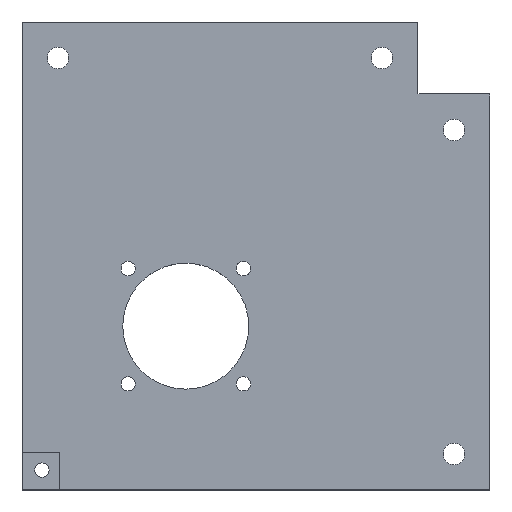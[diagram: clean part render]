
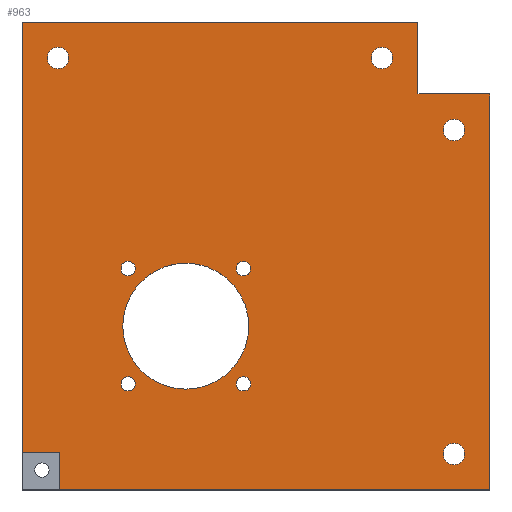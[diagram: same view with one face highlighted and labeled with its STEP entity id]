
A CAD part, top view. The second image highlights one B-rep face of the part: STEP entity #963.
In plain terms, the highlighted planar face has unit normal (0, 0, 1).
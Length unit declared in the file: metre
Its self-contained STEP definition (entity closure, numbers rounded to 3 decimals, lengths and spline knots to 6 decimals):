
#31=CIRCLE('',#1035,0.003);
#32=CIRCLE('',#1037,0.003);
#33=CIRCLE('',#1039,0.003);
#34=CIRCLE('',#1042,0.003);
#35=CIRCLE('',#1044,0.002);
#36=CIRCLE('',#1045,0.002);
#37=CIRCLE('',#1046,0.0175);
#38=CIRCLE('',#1047,0.002);
#39=CIRCLE('',#1048,0.002);
#200=ORIENTED_EDGE('',*,*,#394,.F.);
#201=ORIENTED_EDGE('',*,*,#395,.F.);
#202=ORIENTED_EDGE('',*,*,#396,.F.);
#203=ORIENTED_EDGE('',*,*,#397,.F.);
#204=ORIENTED_EDGE('',*,*,#398,.F.);
#205=ORIENTED_EDGE('',*,*,#399,.F.);
#206=ORIENTED_EDGE('',*,*,#379,.T.);
#207=ORIENTED_EDGE('',*,*,#384,.F.);
#208=ORIENTED_EDGE('',*,*,#386,.F.);
#209=ORIENTED_EDGE('',*,*,#388,.F.);
#210=ORIENTED_EDGE('',*,*,#392,.F.);
#211=ORIENTED_EDGE('',*,*,#376,.F.);
#212=ORIENTED_EDGE('',*,*,#400,.T.);
#213=ORIENTED_EDGE('',*,*,#391,.F.);
#214=ORIENTED_EDGE('',*,*,#390,.F.);
#215=ORIENTED_EDGE('',*,*,#389,.T.);
#216=ORIENTED_EDGE('',*,*,#393,.T.);
#376=EDGE_CURVE('',#479,#480,#578,.T.);
#379=EDGE_CURVE('',#481,#482,#581,.T.);
#384=EDGE_CURVE('',#484,#482,#586,.T.);
#386=EDGE_CURVE('',#485,#484,#588,.T.);
#388=EDGE_CURVE('',#486,#485,#590,.T.);
#389=EDGE_CURVE('',#487,#487,#31,.T.);
#390=EDGE_CURVE('',#488,#488,#32,.T.);
#391=EDGE_CURVE('',#489,#489,#33,.T.);
#392=EDGE_CURVE('',#480,#486,#591,.T.);
#393=EDGE_CURVE('',#490,#490,#34,.T.);
#394=EDGE_CURVE('',#491,#491,#35,.T.);
#395=EDGE_CURVE('',#492,#492,#36,.T.);
#396=EDGE_CURVE('',#493,#493,#37,.T.);
#397=EDGE_CURVE('',#494,#494,#38,.T.);
#398=EDGE_CURVE('',#495,#495,#39,.T.);
#399=EDGE_CURVE('',#481,#496,#592,.T.);
#400=EDGE_CURVE('',#479,#496,#593,.T.);
#479=VERTEX_POINT('',#1493);
#480=VERTEX_POINT('',#1495);
#481=VERTEX_POINT('',#1500);
#482=VERTEX_POINT('',#1501);
#484=VERTEX_POINT('',#1508);
#485=VERTEX_POINT('',#1512);
#486=VERTEX_POINT('',#1516);
#487=VERTEX_POINT('',#1520);
#488=VERTEX_POINT('',#1523);
#489=VERTEX_POINT('',#1526);
#490=VERTEX_POINT('',#1531);
#491=VERTEX_POINT('',#1534);
#492=VERTEX_POINT('',#1536);
#493=VERTEX_POINT('',#1538);
#494=VERTEX_POINT('',#1540);
#495=VERTEX_POINT('',#1542);
#496=VERTEX_POINT('',#1544);
#578=LINE('',#1494,#681);
#581=LINE('',#1499,#684);
#586=LINE('',#1509,#689);
#588=LINE('',#1513,#691);
#590=LINE('',#1517,#693);
#591=LINE('',#1528,#694);
#592=LINE('',#1543,#695);
#593=LINE('',#1545,#696);
#681=VECTOR('',#1214,1.);
#684=VECTOR('',#1219,1.);
#689=VECTOR('',#1226,1.);
#691=VECTOR('',#1230,1.);
#693=VECTOR('',#1234,1.);
#694=VECTOR('',#1249,1.);
#695=VECTOR('',#1266,1.);
#696=VECTOR('',#1267,1.);
#760=EDGE_LOOP('',(#200));
#761=EDGE_LOOP('',(#201));
#762=EDGE_LOOP('',(#202));
#763=EDGE_LOOP('',(#203));
#764=EDGE_LOOP('',(#204));
#765=EDGE_LOOP('',(#205,#206,#207,#208,#209,#210,#211,#212));
#766=EDGE_LOOP('',(#213));
#767=EDGE_LOOP('',(#214));
#768=EDGE_LOOP('',(#215));
#769=EDGE_LOOP('',(#216));
#845=FACE_BOUND('',#760,.T.);
#846=FACE_BOUND('',#761,.T.);
#847=FACE_BOUND('',#762,.T.);
#848=FACE_BOUND('',#763,.T.);
#849=FACE_BOUND('',#764,.T.);
#850=FACE_BOUND('',#765,.T.);
#851=FACE_BOUND('',#766,.T.);
#852=FACE_BOUND('',#767,.T.);
#853=FACE_BOUND('',#768,.T.);
#854=FACE_BOUND('',#769,.T.);
#914=PLANE('',#1043);
#963=ADVANCED_FACE('',(#845,#846,#847,#848,#849,#850,#851,#852,#853,#854),
#914,.T.);
#1035=AXIS2_PLACEMENT_3D('',#1519,#1237,#1238);
#1037=AXIS2_PLACEMENT_3D('',#1522,#1241,#1242);
#1039=AXIS2_PLACEMENT_3D('',#1525,#1245,#1246);
#1042=AXIS2_PLACEMENT_3D('',#1530,#1252,#1253);
#1043=AXIS2_PLACEMENT_3D('',#1532,#1254,#1255);
#1044=AXIS2_PLACEMENT_3D('',#1533,#1256,#1257);
#1045=AXIS2_PLACEMENT_3D('',#1535,#1258,#1259);
#1046=AXIS2_PLACEMENT_3D('',#1537,#1260,#1261);
#1047=AXIS2_PLACEMENT_3D('',#1539,#1262,#1263);
#1048=AXIS2_PLACEMENT_3D('',#1541,#1264,#1265);
#1214=DIRECTION('',(0.,1.,0.));
#1219=DIRECTION('',(1.,0.,0.));
#1226=DIRECTION('',(0.,-1.,0.));
#1230=DIRECTION('',(1.,0.,0.));
#1234=DIRECTION('',(0.,-1.,0.));
#1237=DIRECTION('',(0.,0.,-1.));
#1238=DIRECTION('',(1.,0.,0.));
#1241=DIRECTION('',(0.,0.,1.));
#1242=DIRECTION('',(1.,0.,0.));
#1245=DIRECTION('',(0.,0.,1.));
#1246=DIRECTION('',(1.,0.,0.));
#1249=DIRECTION('',(1.,0.,0.));
#1252=DIRECTION('',(0.,0.,-1.));
#1253=DIRECTION('',(1.,0.,0.));
#1254=DIRECTION('',(0.,0.,1.));
#1255=DIRECTION('',(1.,0.,0.));
#1256=DIRECTION('',(0.,0.,1.));
#1257=DIRECTION('',(1.,0.,0.));
#1258=DIRECTION('',(0.,0.,1.));
#1259=DIRECTION('',(1.,0.,0.));
#1260=DIRECTION('',(0.,0.,1.));
#1261=DIRECTION('',(1.,0.,0.));
#1262=DIRECTION('',(0.,0.,1.));
#1263=DIRECTION('',(1.,0.,0.));
#1264=DIRECTION('',(0.,0.,1.));
#1265=DIRECTION('',(1.,0.,0.));
#1266=DIRECTION('',(0.,1.,0.));
#1267=DIRECTION('',(1.,0.,0.));
#1493=CARTESIAN_POINT('',(-0.11,0.2705,0.024));
#1494=CARTESIAN_POINT('',(-0.11,0.325,0.024));
#1495=CARTESIAN_POINT('',(-0.11,0.39,0.024));
#1499=CARTESIAN_POINT('',(-0.045,0.26,0.024));
#1500=CARTESIAN_POINT('',(-0.0995,0.26,0.024));
#1501=CARTESIAN_POINT('',(0.02,0.26,0.024));
#1508=CARTESIAN_POINT('',(0.02,0.37,0.024));
#1509=CARTESIAN_POINT('',(0.02,0.315,0.024));
#1512=CARTESIAN_POINT('',(0.,0.37,0.024));
#1513=CARTESIAN_POINT('',(0.01,0.37,0.024));
#1516=CARTESIAN_POINT('',(0.,0.39,0.024));
#1517=CARTESIAN_POINT('',(0.,0.38,0.024));
#1519=CARTESIAN_POINT('',(0.01,0.36,0.024));
#1520=CARTESIAN_POINT('',(0.013,0.36,0.024));
#1522=CARTESIAN_POINT('',(-0.1,0.38,0.024));
#1523=CARTESIAN_POINT('',(-0.097,0.38,0.024));
#1525=CARTESIAN_POINT('',(0.01,0.27,0.024));
#1526=CARTESIAN_POINT('',(0.013,0.27,0.024));
#1528=CARTESIAN_POINT('',(-0.055,0.39,0.024));
#1530=CARTESIAN_POINT('',(-0.01,0.38,0.024));
#1531=CARTESIAN_POINT('',(-0.007,0.38,0.024));
#1532=CARTESIAN_POINT('',(-0.175,0.204999,0.024));
#1533=CARTESIAN_POINT('',(-0.0485,0.2895,0.024));
#1534=CARTESIAN_POINT('',(-0.0465,0.2895,0.024));
#1535=CARTESIAN_POINT('',(-0.0805,0.3215,0.024));
#1536=CARTESIAN_POINT('',(-0.0785,0.3215,0.024));
#1537=CARTESIAN_POINT('',(-0.0645,0.3055,0.024));
#1538=CARTESIAN_POINT('',(-0.047,0.3055,0.024));
#1539=CARTESIAN_POINT('',(-0.0485,0.3215,0.024));
#1540=CARTESIAN_POINT('',(-0.0465,0.3215,0.024));
#1541=CARTESIAN_POINT('',(-0.0805,0.2895,0.024));
#1542=CARTESIAN_POINT('',(-0.0785,0.2895,0.024));
#1543=CARTESIAN_POINT('',(-0.0995,0.26,0.024));
#1544=CARTESIAN_POINT('',(-0.0995,0.2705,0.024));
#1545=CARTESIAN_POINT('',(-0.11,0.2705,0.024));
